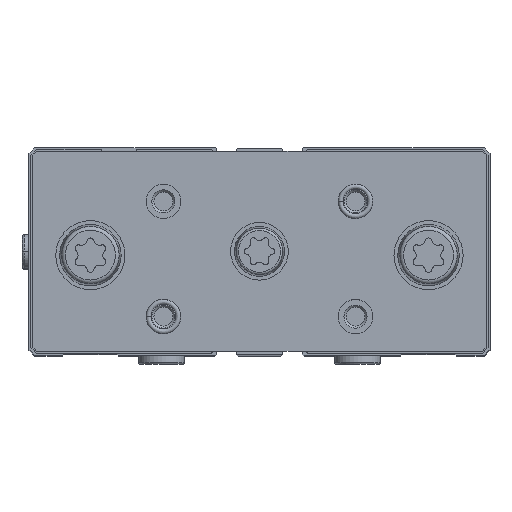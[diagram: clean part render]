
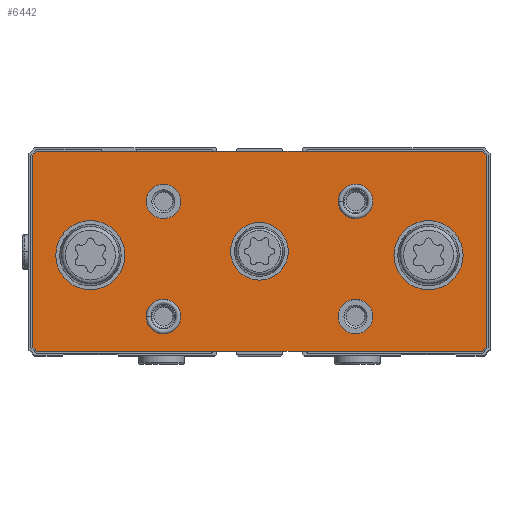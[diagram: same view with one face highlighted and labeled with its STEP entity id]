
A CAD part, top view. The second image highlights one B-rep face of the part: STEP entity #6442.
In plain terms, the highlighted face is planar.
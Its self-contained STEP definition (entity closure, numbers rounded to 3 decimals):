
#435=LINE('',#10924,#867);
#439=LINE('',#10933,#871);
#442=LINE('',#10943,#874);
#445=LINE('',#10949,#877);
#448=LINE('',#10955,#880);
#451=LINE('',#10961,#883);
#454=LINE('',#10971,#886);
#457=LINE('',#10977,#889);
#867=VECTOR('',#8859,1000.);
#871=VECTOR('',#8865,1000.);
#874=VECTOR('',#8874,1000.);
#877=VECTOR('',#8879,1000.);
#880=VECTOR('',#8884,1000.);
#883=VECTOR('',#8889,1000.);
#886=VECTOR('',#8898,1000.);
#889=VECTOR('',#8903,1000.);
#1100=PLANE('',#7187);
#1466=CIRCLE('',#7188,7.5);
#1467=CIRCLE('',#7189,9.);
#1468=CIRCLE('',#7190,9.);
#1469=CIRCLE('',#7191,4.5);
#1470=CIRCLE('',#7192,4.5);
#1471=CIRCLE('',#7193,4.5);
#1472=CIRCLE('',#7194,4.5);
#2860=ORIENTED_EDGE('',*,*,#3931,.F.);
#2861=ORIENTED_EDGE('',*,*,#3932,.F.);
#2862=ORIENTED_EDGE('',*,*,#3933,.F.);
#2863=ORIENTED_EDGE('',*,*,#3934,.F.);
#2864=ORIENTED_EDGE('',*,*,#3935,.F.);
#2865=ORIENTED_EDGE('',*,*,#3936,.F.);
#2866=ORIENTED_EDGE('',*,*,#3937,.F.);
#2867=ORIENTED_EDGE('',*,*,#3896,.T.);
#2868=ORIENTED_EDGE('',*,*,#3900,.T.);
#2869=ORIENTED_EDGE('',*,*,#3905,.T.);
#2870=ORIENTED_EDGE('',*,*,#3908,.T.);
#2871=ORIENTED_EDGE('',*,*,#3911,.T.);
#2872=ORIENTED_EDGE('',*,*,#3914,.T.);
#2873=ORIENTED_EDGE('',*,*,#3919,.T.);
#2874=ORIENTED_EDGE('',*,*,#3922,.T.);
#3896=EDGE_CURVE('',#4578,#4579,#435,.T.);
#3900=EDGE_CURVE('',#4579,#4582,#439,.T.);
#3905=EDGE_CURVE('',#4582,#4586,#442,.T.);
#3908=EDGE_CURVE('',#4586,#4588,#445,.T.);
#3911=EDGE_CURVE('',#4588,#4590,#448,.T.);
#3914=EDGE_CURVE('',#4590,#4592,#451,.T.);
#3919=EDGE_CURVE('',#4592,#4596,#454,.T.);
#3922=EDGE_CURVE('',#4596,#4578,#457,.T.);
#3931=EDGE_CURVE('',#4605,#4605,#1466,.T.);
#3932=EDGE_CURVE('',#4606,#4606,#1467,.T.);
#3933=EDGE_CURVE('',#4607,#4607,#1468,.T.);
#3934=EDGE_CURVE('',#4608,#4608,#1469,.T.);
#3935=EDGE_CURVE('',#4609,#4609,#1470,.T.);
#3936=EDGE_CURVE('',#4610,#4610,#1471,.T.);
#3937=EDGE_CURVE('',#4611,#4611,#1472,.T.);
#4578=VERTEX_POINT('',#10925);
#4579=VERTEX_POINT('',#10926);
#4582=VERTEX_POINT('',#10934);
#4586=VERTEX_POINT('',#10944);
#4588=VERTEX_POINT('',#10950);
#4590=VERTEX_POINT('',#10956);
#4592=VERTEX_POINT('',#10962);
#4596=VERTEX_POINT('',#10972);
#4605=VERTEX_POINT('',#10996);
#4606=VERTEX_POINT('',#10998);
#4607=VERTEX_POINT('',#11000);
#4608=VERTEX_POINT('',#11002);
#4609=VERTEX_POINT('',#11004);
#4610=VERTEX_POINT('',#11006);
#4611=VERTEX_POINT('',#11008);
#5196=EDGE_LOOP('',(#2860));
#5197=EDGE_LOOP('',(#2861));
#5198=EDGE_LOOP('',(#2862));
#5199=EDGE_LOOP('',(#2863));
#5200=EDGE_LOOP('',(#2864));
#5201=EDGE_LOOP('',(#2865));
#5202=EDGE_LOOP('',(#2866));
#5203=EDGE_LOOP('',(#2867,#2868,#2869,#2870,#2871,#2872,#2873,#2874));
#5811=FACE_BOUND('',#5196,.T.);
#5812=FACE_BOUND('',#5197,.T.);
#5813=FACE_BOUND('',#5198,.T.);
#5814=FACE_BOUND('',#5199,.T.);
#5815=FACE_BOUND('',#5200,.T.);
#5816=FACE_BOUND('',#5201,.T.);
#5817=FACE_BOUND('',#5202,.T.);
#5818=FACE_BOUND('',#5203,.T.);
#6442=ADVANCED_FACE('',(#5811,#5812,#5813,#5814,#5815,#5816,#5817,#5818),
#1100,.T.);
#7187=AXIS2_PLACEMENT_3D('',#10994,#8921,#8922);
#7188=AXIS2_PLACEMENT_3D('',#10995,#8923,#8924);
#7189=AXIS2_PLACEMENT_3D('',#10997,#8925,#8926);
#7190=AXIS2_PLACEMENT_3D('',#10999,#8927,#8928);
#7191=AXIS2_PLACEMENT_3D('',#11001,#8929,#8930);
#7192=AXIS2_PLACEMENT_3D('',#11003,#8931,#8932);
#7193=AXIS2_PLACEMENT_3D('',#11005,#8933,#8934);
#7194=AXIS2_PLACEMENT_3D('',#11007,#8935,#8936);
#8859=DIRECTION('',(0.,-1.,0.));
#8865=DIRECTION('',(0.,-0.707,-0.707));
#8874=DIRECTION('',(0.,0.,-1.));
#8879=DIRECTION('',(0.,0.707,-0.707));
#8884=DIRECTION('',(0.,1.,0.));
#8889=DIRECTION('',(0.,0.707,0.707));
#8898=DIRECTION('',(0.,0.,1.));
#8903=DIRECTION('',(0.,-0.707,0.707));
#8921=DIRECTION('',(1.,0.,0.));
#8922=DIRECTION('',(0.,0.,-1.));
#8923=DIRECTION('',(1.,0.,0.));
#8924=DIRECTION('',(0.,0.,-1.));
#8925=DIRECTION('',(1.,0.,0.));
#8926=DIRECTION('',(0.,0.,-1.));
#8927=DIRECTION('',(1.,0.,0.));
#8928=DIRECTION('',(0.,0.,-1.));
#8929=DIRECTION('',(1.,0.,0.));
#8930=DIRECTION('',(0.,0.,-1.));
#8931=DIRECTION('',(1.,0.,0.));
#8932=DIRECTION('',(0.,0.,-1.));
#8933=DIRECTION('',(1.,0.,0.));
#8934=DIRECTION('',(0.,0.,-1.));
#8935=DIRECTION('',(1.,0.,0.));
#8936=DIRECTION('',(0.,0.,-1.));
#10924=CARTESIAN_POINT('',(16.,25.,59.));
#10925=CARTESIAN_POINT('',(16.,25.,59.));
#10926=CARTESIAN_POINT('',(16.,-25.,59.));
#10933=CARTESIAN_POINT('',(16.,-25.,59.));
#10934=CARTESIAN_POINT('',(16.,-26.,58.));
#10943=CARTESIAN_POINT('',(16.,-26.,58.));
#10944=CARTESIAN_POINT('',(16.,-26.,-58.));
#10949=CARTESIAN_POINT('',(16.,-26.,-58.));
#10950=CARTESIAN_POINT('',(16.,-25.,-59.));
#10955=CARTESIAN_POINT('',(16.,-25.,-59.));
#10956=CARTESIAN_POINT('',(16.,25.,-59.));
#10961=CARTESIAN_POINT('',(16.,25.,-59.));
#10962=CARTESIAN_POINT('',(16.,26.,-58.));
#10971=CARTESIAN_POINT('',(16.,26.,-58.));
#10972=CARTESIAN_POINT('',(16.,26.,58.));
#10977=CARTESIAN_POINT('',(16.,26.,58.));
#10994=CARTESIAN_POINT('',(16.,0.,0.));
#10995=CARTESIAN_POINT('',(16.,0.,0.));
#10996=CARTESIAN_POINT('',(16.,0.,-7.5));
#10997=CARTESIAN_POINT('',(16.,-1.,-44.));
#10998=CARTESIAN_POINT('',(16.,-1.,-53.));
#10999=CARTESIAN_POINT('',(16.,-1.,44.));
#11000=CARTESIAN_POINT('',(16.,-1.,35.));
#11001=CARTESIAN_POINT('',(16.,13.,-25.));
#11002=CARTESIAN_POINT('',(16.,13.,-29.5));
#11003=CARTESIAN_POINT('',(16.,13.,25.));
#11004=CARTESIAN_POINT('',(16.,13.,20.5));
#11005=CARTESIAN_POINT('',(16.,-17.,-25.));
#11006=CARTESIAN_POINT('',(16.,-17.,-29.5));
#11007=CARTESIAN_POINT('',(16.,-17.,25.));
#11008=CARTESIAN_POINT('',(16.,-17.,20.5));
